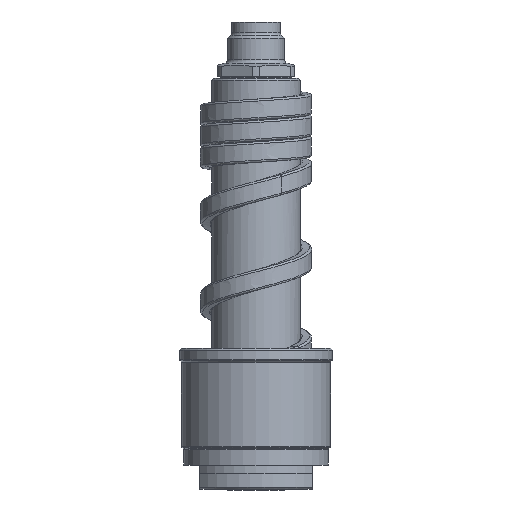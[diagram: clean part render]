
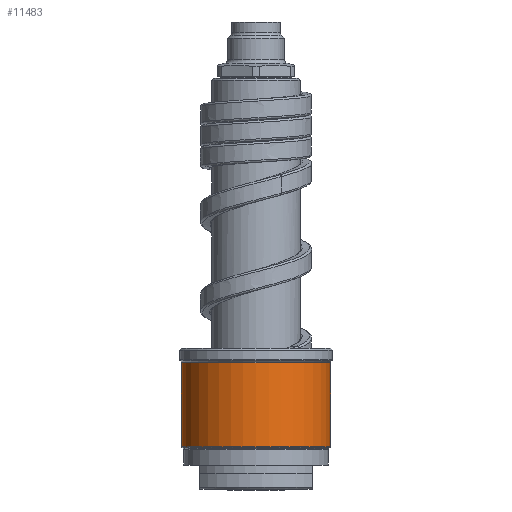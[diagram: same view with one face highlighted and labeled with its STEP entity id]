
A CAD part, front view. The second image highlights one B-rep face of the part: STEP entity #11483.
In plain terms, the highlighted cylindrical face has radius 18.5 mm (diameter 37 mm), a partial arc.
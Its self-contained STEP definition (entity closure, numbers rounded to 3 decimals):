
#3573=CARTESIAN_POINT('',(0.,0.,10.583));
#3574=DIRECTION('',(0.,0.,1.));
#3575=DIRECTION('',(-1.,0.,0.));
#3576=AXIS2_PLACEMENT_3D('',#3573,#3574,#3575);
#3578=DIRECTION('',(0.,0.,-1.));
#3579=VECTOR('',#3578,20.834);
#3580=CARTESIAN_POINT('',(-18.5,0.,31.417));
#3581=LINE('',#3580,#3579);
#3582=CARTESIAN_POINT('',(0.,0.,31.417));
#3583=DIRECTION('',(0.,0.,1.));
#3584=DIRECTION('',(-1.,0.,0.));
#3585=AXIS2_PLACEMENT_3D('',#3582,#3583,#3584);
#3587=DIRECTION('',(0.,0.,-1.));
#3588=VECTOR('',#3587,20.834);
#3589=CARTESIAN_POINT('',(18.5,0.,31.417));
#3590=LINE('',#3589,#3588);
#6402=CARTESIAN_POINT('',(18.5,0.,31.417));
#6403=CARTESIAN_POINT('',(-18.5,0.,31.417));
#6404=VERTEX_POINT('',#6402);
#6405=VERTEX_POINT('',#6403);
#6428=CARTESIAN_POINT('',(18.5,0.,10.583));
#6429=VERTEX_POINT('',#6428);
#6430=CARTESIAN_POINT('',(-18.5,0.,10.583));
#6431=VERTEX_POINT('',#6430);
#11471=CARTESIAN_POINT('',(0.,0.,8.75));
#11472=DIRECTION('',(0.,0.,1.));
#11473=DIRECTION('',(-1.,0.,0.));
#11474=AXIS2_PLACEMENT_3D('',#11471,#11472,#11473);
#11475=CYLINDRICAL_SURFACE('',#11474,18.5);
#11476=ORIENTED_EDGE('',*,*,#9120,.F.);
#11477=ORIENTED_EDGE('',*,*,#9101,.F.);
#11479=ORIENTED_EDGE('',*,*,#11478,.T.);
#11480=ORIENTED_EDGE('',*,*,#9097,.T.);
#11481=EDGE_LOOP('',(#11476,#11477,#11479,#11480));
#11482=FACE_OUTER_BOUND('',#11481,.F.);
#3577=CIRCLE('',#3576,18.5);
#3586=CIRCLE('',#3585,18.5);
#9097=EDGE_CURVE('',#6404,#6429,#3590,.T.);
#9101=EDGE_CURVE('',#6405,#6431,#3581,.T.);
#9120=EDGE_CURVE('',#6431,#6429,#3577,.T.);
#11478=EDGE_CURVE('',#6405,#6404,#3586,.T.);
#11483=ADVANCED_FACE('',(#11482),#11475,.T.);
